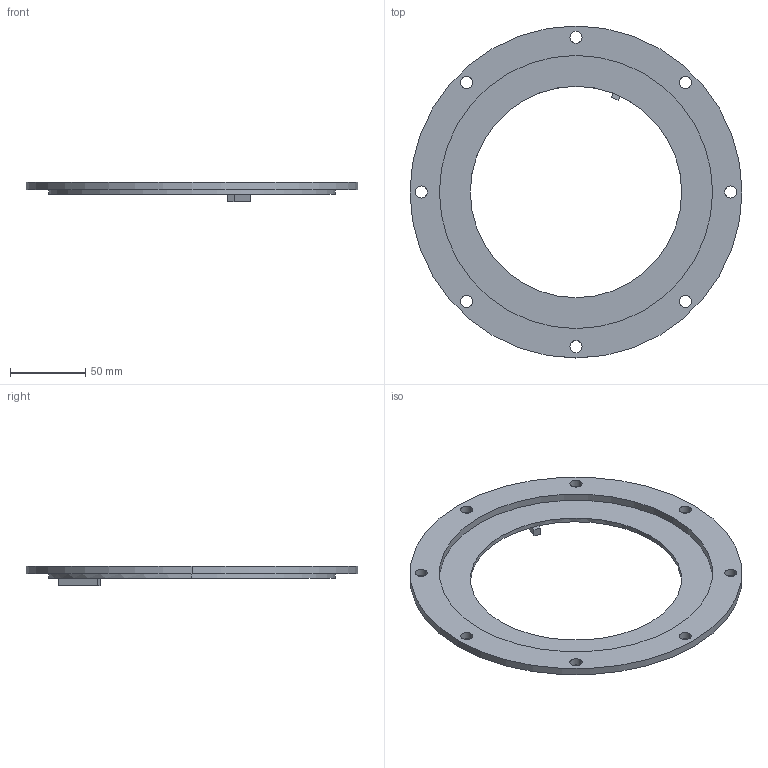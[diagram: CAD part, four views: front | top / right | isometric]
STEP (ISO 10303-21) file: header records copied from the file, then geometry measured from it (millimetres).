
FILE_DESCRIPTION (( 'STEP AP214' ), '1' );
FILE_NAME ('rondelle 2.STEP', '2019-08-05T14:36:50', ( 'aurora' ), ( '' ), 'SwSTEP 2.0', 'SolidWorks 2014', '' );
FILE_SCHEMA (( 'AUTOMOTIVE_DESIGN' ));
Length unit declared in the file: millimetre
Products named in the file (1): rondelle 2
Bounding box: 220 x 220 x 13 mm (x, y, z)
Volume: 98980.8 mm3; surface area: 55209.2 mm2
Topology: 1 solids, 1 shells, 35 faces, 90 edges, 58 vertices
Faces by surface type: cylinder 24, plane 11
Entity records: 1158 total; most frequent: DIRECTION 214, CARTESIAN_POINT 184, ORIENTED_EDGE 180, EDGE_CURVE 90, AXIS2_PLACEMENT_3D 88, VERTEX_POINT 58, EDGE_LOOP 54, CIRCLE 52
